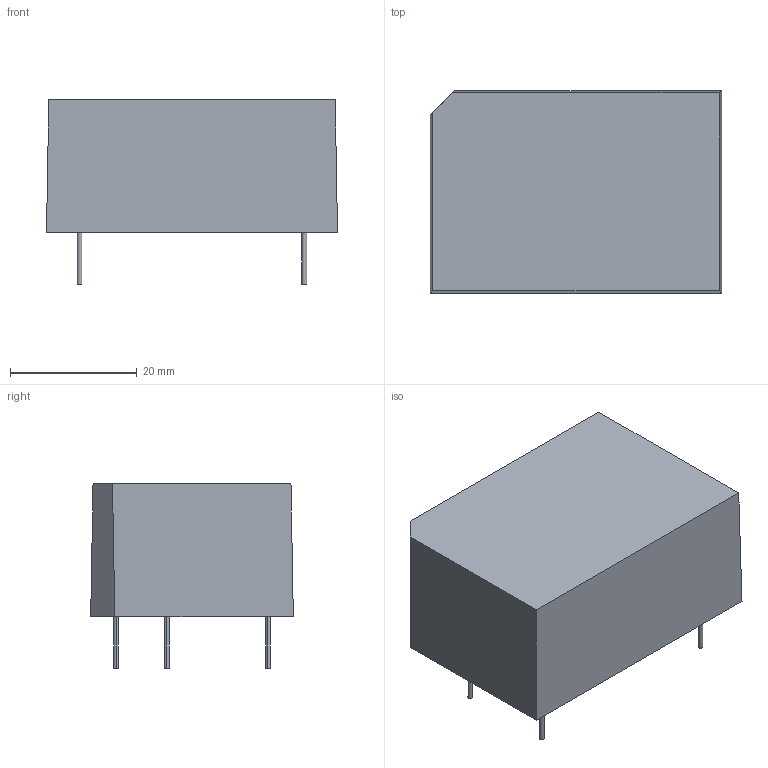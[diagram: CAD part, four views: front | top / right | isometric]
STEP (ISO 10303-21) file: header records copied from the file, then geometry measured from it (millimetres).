
FILE_DESCRIPTION (( 'STEP AP214' ), '1' );
FILE_NAME ('SHANBO_SHB-5W.STEP', '2016-09-11T02:39:31', ( 'CascoLogix' ), ( '' ), 'SwSTEP 2.0', 'SolidWorks 2015', '' );
FILE_SCHEMA (( 'AUTOMOTIVE_DESIGN' ));
Length unit declared in the file: inch
Products named in the file (1): SHANBO_SHB-5W
Bounding box: 45.97 x 32 x 29.13 mm (x, y, z)
Volume: 30191.8 mm3; surface area: 6154.3 mm2
Topology: 1 solids, 1 shells, 19 faces, 39 edges, 26 vertices
Faces by surface type: plane 11, cylinder 8
Entity records: 640 total; most frequent: DIRECTION 95, CARTESIAN_POINT 85, ORIENTED_EDGE 78, EDGE_CURVE 39, AXIS2_PLACEMENT_3D 36, VERTEX_POINT 26, VECTOR 23, LINE 23
